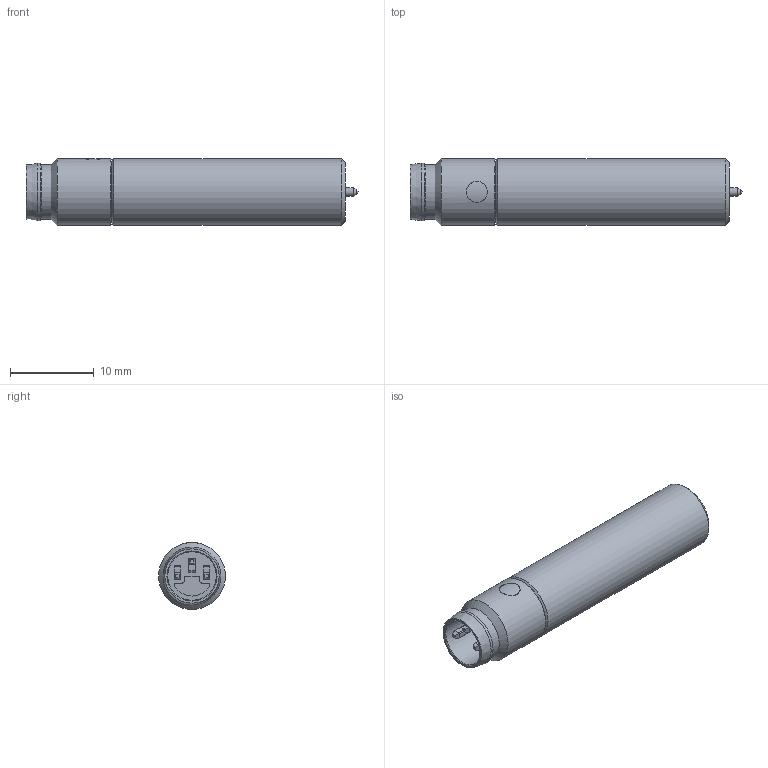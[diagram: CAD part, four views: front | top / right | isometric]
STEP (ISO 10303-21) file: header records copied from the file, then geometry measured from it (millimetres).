
FILE_DESCRIPTION(/* description */ (''),/* implementation_level */ '2;1');
FILE_NAME(/* name */ 'YM08C461.stp',/* time_stamp */ '2016-10-12T10:04:28+02:00',/* author */ ('mitarbeiter'),/* organization */ (''),/* preprocessor_version */ 'ST-DEVELOPER v15.2',/* originating_system */ 'Autodesk Inventor 2014',/* authorisation */ '');
FILE_SCHEMA (('AUTOMOTIVE_DESIGN { 1 0 10303 214 3 1 1 }'));
Length unit declared in the file: millimetre
Products named in the file (2): MY COM_G_S35L_oA; YM08C461
Bounding box: 39.7 x 8 x 8 mm (x, y, z)
Volume: 1709.1 mm3; surface area: 1220.1 mm2
Topology: 1 solids, 1 shells, 92 faces, 239 edges, 157 vertices
Faces by surface type: plane 55, cylinder 28, cone 8, sphere 1
Full cylindrical faces by diameter (mm): 1 x1, 2.5 x1, 5.8 x1, 6.5 x1, 6.9 x1, 8 x2
Entity records: 2815 total; most frequent: CARTESIAN_POINT 536, DIRECTION 479, ORIENTED_EDGE 442, EDGE_CURVE 221, AXIS2_PLACEMENT_3D 165, VERTEX_POINT 154, LINE 149, VECTOR 149
